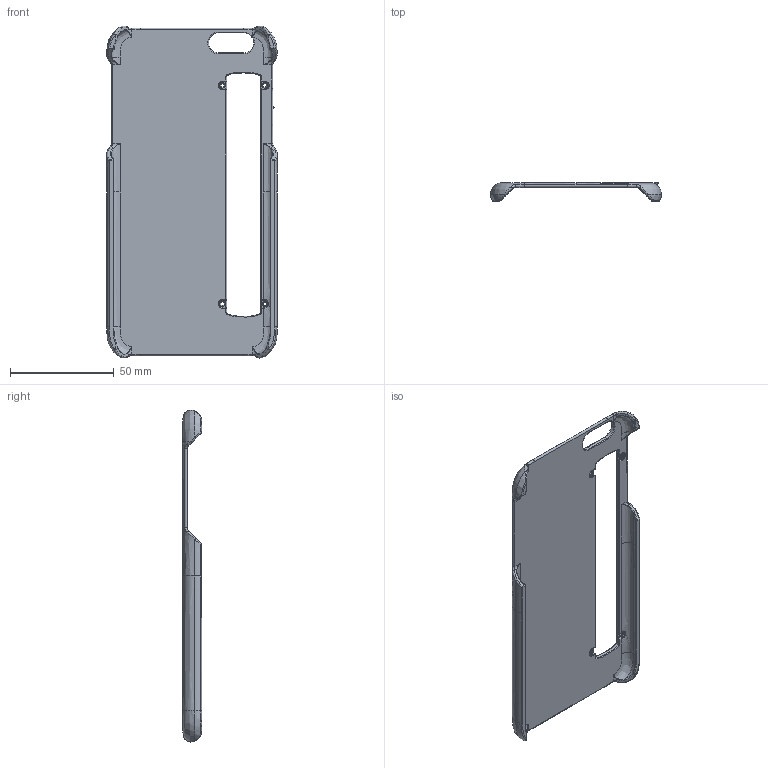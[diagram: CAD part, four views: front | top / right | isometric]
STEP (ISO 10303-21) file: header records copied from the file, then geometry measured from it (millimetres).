
FILE_DESCRIPTION();
FILE_NAME(/* name */ 'iphone6PlusBracketSimple.stp',/* time_stamp */ '2014-10-02T18:28:58-06:00');
FILE_SCHEMA (('AP203_CONFIGURATION_CONTROLLED_3D_DESIGN_OF_MECHANICAL_PARTS_AND_ASSEMBLIES_MIM_LF { 1 0 10303 403 2 1 2}'));
Length unit declared in the file: millimetre
Products named in the file (1): Evan1708D71Duehz
Bounding box: 82.19 x 9.32 x 159.93 mm (x, y, z)
Volume: 25590.8 mm3; surface area: 25105.2 mm2
Topology: 1 solids, 1 shells, 319 faces, 781 edges, 436 vertices
Faces by surface type: bspline 162, cylinder 76, plane 40, sphere 17, extrusion 12, torus 12
Full cylindrical faces by diameter (mm): 1.811 x4, 3.5 x4
Entity records: 15962 total; most frequent: CARTESIAN_POINT 9780, ORIENTED_EDGE 1472, DIRECTION 934, EDGE_CURVE 736, VERTEX_POINT 428, AXIS2_PLACEMENT_3D 373, B_SPLINE_CURVE_WITH_KNOTS 345, EDGE_LOOP 340
